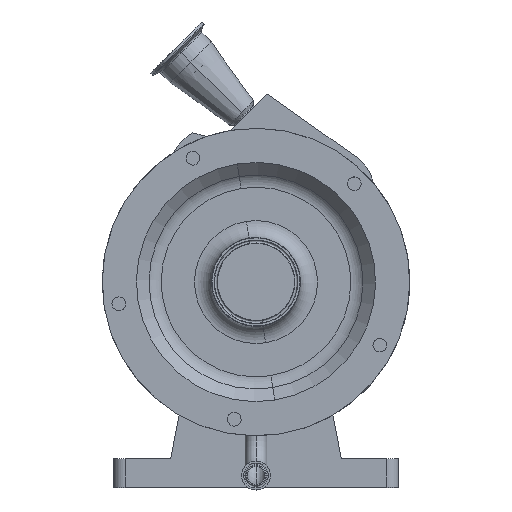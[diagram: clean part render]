
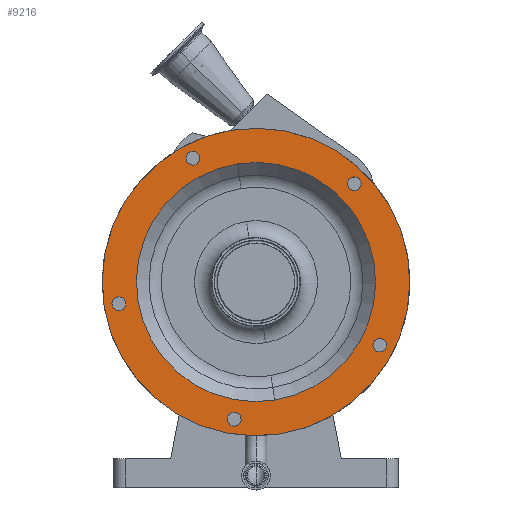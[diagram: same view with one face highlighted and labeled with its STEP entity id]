
A CAD part, top view. The second image highlights one B-rep face of the part: STEP entity #9216.
In plain terms, the highlighted planar face has unit normal (0, 0, 1).
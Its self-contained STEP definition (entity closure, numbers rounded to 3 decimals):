
#606 = VERTEX_POINT ( 'NONE', #4257 ) ;
#658 = EDGE_CURVE ( 'NONE', #606, #697, #4338, .T. ) ;
#697 = VERTEX_POINT ( 'NONE', #4560 ) ;
#852 = DIRECTION ( 'NONE',  ( 0., 0., 1. ) ) ;
#879 = CIRCLE ( 'NONE', #887, 105. ) ;
#886 = CARTESIAN_POINT ( 'NONE',  ( 0., 0., 200. ) ) ;
#887 = AXIS2_PLACEMENT_3D ( 'NONE', #886, #852, #889 ) ;
#889 = DIRECTION ( 'NONE',  ( -0.156, 0.988, 0. ) ) ;
#1311 = CARTESIAN_POINT ( 'NONE',  ( 86.267, 86.267, 200. ) ) ;
#1326 = AXIS2_PLACEMENT_3D ( 'NONE', #1311, #1335, #1333 ) ;
#1333 = DIRECTION ( 'NONE',  ( 0.707, -0.707, 0. ) ) ;
#1335 = DIRECTION ( 'NONE',  ( 0., 0., 1. ) ) ;
#1337 = CIRCLE ( 'NONE', #1326, 6. ) ;
#1366 = CARTESIAN_POINT ( 'NONE',  ( -50.041, 111.427, 200. ) ) ;
#1920 = VERTEX_POINT ( 'NONE', #9605 ) ;
#1925 = VERTEX_POINT ( 'NONE', #9644 ) ;
#1926 = EDGE_CURVE ( 'NONE', #1920, #1944, #9606, .T. ) ;
#1935 = EDGE_CURVE ( 'NONE', #1994, #1925, #1337, .T. ) ;
#1944 = VERTEX_POINT ( 'NONE', #1366 ) ;
#1994 = VERTEX_POINT ( 'NONE', #4943 ) ;
#2029 = EDGE_CURVE ( 'NONE', #2030, #2177, #4983, .T. ) ;
#2030 = VERTEX_POINT ( 'NONE', #4992 ) ;
#2068 = VERTEX_POINT ( 'NONE', #4950 ) ;
#2120 = VERTEX_POINT ( 'NONE', #5019 ) ;
#2151 = VERTEX_POINT ( 'NONE', #5047 ) ;
#2153 = VERTEX_POINT ( 'NONE', #5045 ) ;
#2177 = VERTEX_POINT ( 'NONE', #4876 ) ;
#2184 = EDGE_CURVE ( 'NONE', #2298, #2243, #4973, .T. ) ;
#2199 = EDGE_CURVE ( 'NONE', #2153, #2151, #5163, .T. ) ;
#2204 = EDGE_CURVE ( 'NONE', #2068, #2120, #5159, .T. ) ;
#2243 = VERTEX_POINT ( 'NONE', #5274 ) ;
#2298 = VERTEX_POINT ( 'NONE', #5418 ) ;
#4257 = CARTESIAN_POINT ( 'NONE',  ( -21.119, 133.338, 200. ) ) ;
#4331 = DIRECTION ( 'NONE',  ( -0.156, 0.988, 0. ) ) ;
#4336 = CARTESIAN_POINT ( 'NONE',  ( 0., 0., 200. ) ) ;
#4338 = CIRCLE ( 'NONE', #4350, 135. ) ;
#4345 = DIRECTION ( 'NONE',  ( 0., 0., 1. ) ) ;
#4350 = AXIS2_PLACEMENT_3D ( 'NONE', #4336, #4345, #4331 ) ;
#4521 = AXIS2_PLACEMENT_3D ( 'NONE', #4526, #4525, #4524 ) ;
#4524 = DIRECTION ( 'NONE',  ( -0.988, 0.156, 0. ) ) ;
#4525 = DIRECTION ( 'NONE',  ( 0., 0., 1. ) ) ;
#4526 = CARTESIAN_POINT ( 'NONE',  ( -19.085, -120.498, 200. ) ) ;
#4527 = CIRCLE ( 'NONE', #4521, 6. ) ;
#4560 = CARTESIAN_POINT ( 'NONE',  ( 21.119, -133.338, 200. ) ) ;
#4876 = CARTESIAN_POINT ( 'NONE',  ( 105.979, -60.733, 200. ) ) ;
#4883 = AXIS2_PLACEMENT_3D ( 'NONE', #4885, #4896, #4941 ) ;
#4885 = CARTESIAN_POINT ( 'NONE',  ( -120.498, -19.085, 200. ) ) ;
#4896 = DIRECTION ( 'NONE',  ( 0., 0., 1. ) ) ;
#4941 = DIRECTION ( 'NONE',  ( -0.156, 0.988, 0. ) ) ;
#4943 = CARTESIAN_POINT ( 'NONE',  ( 82.024, 90.51, 200. ) ) ;
#4950 = CARTESIAN_POINT ( 'NONE',  ( -13.159, -121.437, 200. ) ) ;
#4973 = CIRCLE ( 'NONE', #4883, 6. ) ;
#4983 = CIRCLE ( 'NONE', #4991, 6. ) ;
#4989 = DIRECTION ( 'NONE',  ( -0.454, -0.891, 0. ) ) ;
#4990 = DIRECTION ( 'NONE',  ( 0., 0., 1. ) ) ;
#4991 = AXIS2_PLACEMENT_3D ( 'NONE', #4998, #4990, #4989 ) ;
#4992 = CARTESIAN_POINT ( 'NONE',  ( 111.427, -50.041, 200. ) ) ;
#4998 = CARTESIAN_POINT ( 'NONE',  ( 108.703, -55.387, 200. ) ) ;
#5019 = CARTESIAN_POINT ( 'NONE',  ( -25.011, -119.559, 200. ) ) ;
#5045 = CARTESIAN_POINT ( 'NONE',  ( 16.426, -103.707, 200. ) ) ;
#5047 = CARTESIAN_POINT ( 'NONE',  ( -16.426, 103.707, 200. ) ) ;
#5132 = DIRECTION ( 'NONE',  ( 0., 0., 1. ) ) ;
#5153 = AXIS2_PLACEMENT_3D ( 'NONE', #5173, #5172, #5171 ) ;
#5159 = CIRCLE ( 'NONE', #5175, 6. ) ;
#5163 = CIRCLE ( 'NONE', #5153, 105. ) ;
#5171 = DIRECTION ( 'NONE',  ( -0.156, 0.988, 0. ) ) ;
#5172 = DIRECTION ( 'NONE',  ( 0., 0., 1. ) ) ;
#5173 = CARTESIAN_POINT ( 'NONE',  ( 0., 0., 200. ) ) ;
#5174 = CARTESIAN_POINT ( 'NONE',  ( -19.085, -120.498, 200. ) ) ;
#5175 = AXIS2_PLACEMENT_3D ( 'NONE', #5174, #5182, #5181 ) ;
#5181 = DIRECTION ( 'NONE',  ( -0.988, 0.156, 0. ) ) ;
#5182 = DIRECTION ( 'NONE',  ( 0., 0., 1. ) ) ;
#5274 = CARTESIAN_POINT ( 'NONE',  ( -121.437, -13.159, 200. ) ) ;
#5418 = CARTESIAN_POINT ( 'NONE',  ( -119.559, -25.011, 200. ) ) ;
#5433 = DIRECTION ( 'NONE',  ( 0.156, -0.988, 0. ) ) ;
#5434 = DIRECTION ( 'NONE',  ( 0., 0., -1. ) ) ;
#5435 = CARTESIAN_POINT ( 'NONE',  ( -38.52, -6.101, 200. ) ) ;
#5437 = CIRCLE ( 'NONE', #5521, 6. ) ;
#5441 = FACE_OUTER_BOUND ( 'NONE', #9289, .T. ) ;
#5442 = FACE_BOUND ( 'NONE', #9168, .T. ) ;
#5447 = FACE_BOUND ( 'NONE', #9293, .T. ) ;
#5448 = PLANE ( 'NONE',  #5455 ) ;
#5449 = FACE_BOUND ( 'NONE', #9200, .T. ) ;
#5453 = FACE_BOUND ( 'NONE', #9131, .T. ) ;
#5455 = AXIS2_PLACEMENT_3D ( 'NONE', #5435, #5434, #5433 ) ;
#5462 = FACE_BOUND ( 'NONE', #9227, .T. ) ;
#5464 = FACE_BOUND ( 'NONE', #9218, .T. ) ;
#5473 = CARTESIAN_POINT ( 'NONE',  ( 86.267, 86.267, 200. ) ) ;
#5475 = DIRECTION ( 'NONE',  ( 0.891, 0.454, 0. ) ) ;
#5476 = DIRECTION ( 'NONE',  ( 0., 0., 1. ) ) ;
#5477 = CARTESIAN_POINT ( 'NONE',  ( -55.387, 108.703, 200. ) ) ;
#5478 = AXIS2_PLACEMENT_3D ( 'NONE', #5477, #5476, #5475 ) ;
#5479 = CIRCLE ( 'NONE', #5478, 6. ) ;
#5504 = CIRCLE ( 'NONE', #5556, 6. ) ;
#5519 = DIRECTION ( 'NONE',  ( 0.707, -0.707, 0. ) ) ;
#5520 = DIRECTION ( 'NONE',  ( 0., 0., 1. ) ) ;
#5521 = AXIS2_PLACEMENT_3D ( 'NONE', #5473, #5520, #5519 ) ;
#5546 = CARTESIAN_POINT ( 'NONE',  ( 0., 0., 200. ) ) ;
#5553 = DIRECTION ( 'NONE',  ( -0.454, -0.891, 0. ) ) ;
#5554 = DIRECTION ( 'NONE',  ( 0., 0., 1. ) ) ;
#5555 = CARTESIAN_POINT ( 'NONE',  ( 108.703, -55.387, 200. ) ) ;
#5556 = AXIS2_PLACEMENT_3D ( 'NONE', #5555, #5554, #5553 ) ;
#5585 = DIRECTION ( 'NONE',  ( -0.156, 0.988, 0. ) ) ;
#5586 = DIRECTION ( 'NONE',  ( 0., 0., 1. ) ) ;
#5587 = AXIS2_PLACEMENT_3D ( 'NONE', #5546, #5586, #5585 ) ;
#5588 = CIRCLE ( 'NONE', #5587, 135. ) ;
#5974 = DIRECTION ( 'NONE',  ( -0.156, 0.988, 0. ) ) ;
#6303 = AXIS2_PLACEMENT_3D ( 'NONE', #6349, #5132, #5974 ) ;
#6304 = CIRCLE ( 'NONE', #6303, 6. ) ;
#6349 = CARTESIAN_POINT ( 'NONE',  ( -120.498, -19.085, 200. ) ) ;
#9126 = ORIENTED_EDGE ( 'NONE', *, *, #9257, .F. ) ;
#9127 = ORIENTED_EDGE ( 'NONE', *, *, #2204, .F. ) ;
#9131 = EDGE_LOOP ( 'NONE', ( #9126, #9225 ) ) ;
#9168 = EDGE_LOOP ( 'NONE', ( #9209, #9279 ) ) ;
#9180 = EDGE_CURVE ( 'NONE', #2120, #2068, #4527, .T. ) ;
#9182 = EDGE_CURVE ( 'NONE', #2243, #2298, #6304, .T. ) ;
#9196 = EDGE_CURVE ( 'NONE', #2151, #2153, #879, .T. ) ;
#9200 = EDGE_LOOP ( 'NONE', ( #9210, #9127 ) ) ;
#9209 = ORIENTED_EDGE ( 'NONE', *, *, #9182, .F. ) ;
#9210 = ORIENTED_EDGE ( 'NONE', *, *, #9180, .F. ) ;
#9216 = ADVANCED_FACE ( 'NONE', ( #5464, #5462, #5453, #5449, #5442, #5441, #5447 ), #5448, .F. ) ;
#9217 = ORIENTED_EDGE ( 'NONE', *, *, #1935, .F. ) ;
#9218 = EDGE_LOOP ( 'NONE', ( #9226, #9219 ) ) ;
#9219 = ORIENTED_EDGE ( 'NONE', *, *, #1926, .F. ) ;
#9225 = ORIENTED_EDGE ( 'NONE', *, *, #2029, .F. ) ;
#9226 = ORIENTED_EDGE ( 'NONE', *, *, #9234, .F. ) ;
#9227 = EDGE_LOOP ( 'NONE', ( #9229, #9217 ) ) ;
#9229 = ORIENTED_EDGE ( 'NONE', *, *, #9244, .F. ) ;
#9234 = EDGE_CURVE ( 'NONE', #1944, #1920, #5479, .T. ) ;
#9244 = EDGE_CURVE ( 'NONE', #1925, #1994, #5437, .T. ) ;
#9257 = EDGE_CURVE ( 'NONE', #2177, #2030, #5504, .T. ) ;
#9278 = EDGE_CURVE ( 'NONE', #697, #606, #5588, .T. ) ;
#9279 = ORIENTED_EDGE ( 'NONE', *, *, #2184, .F. ) ;
#9285 = ORIENTED_EDGE ( 'NONE', *, *, #9278, .T. ) ;
#9287 = ORIENTED_EDGE ( 'NONE', *, *, #658, .T. ) ;
#9288 = ORIENTED_EDGE ( 'NONE', *, *, #2199, .F. ) ;
#9289 = EDGE_LOOP ( 'NONE', ( #9287, #9285 ) ) ;
#9291 = ORIENTED_EDGE ( 'NONE', *, *, #9196, .F. ) ;
#9293 = EDGE_LOOP ( 'NONE', ( #9291, #9288 ) ) ;
#9601 = AXIS2_PLACEMENT_3D ( 'NONE', #9624, #9620, #9619 ) ;
#9605 = CARTESIAN_POINT ( 'NONE',  ( -60.733, 105.979, 200. ) ) ;
#9606 = CIRCLE ( 'NONE', #9601, 6. ) ;
#9619 = DIRECTION ( 'NONE',  ( 0.891, 0.454, 0. ) ) ;
#9620 = DIRECTION ( 'NONE',  ( 0., 0., 1. ) ) ;
#9624 = CARTESIAN_POINT ( 'NONE',  ( -55.387, 108.703, 200. ) ) ;
#9644 = CARTESIAN_POINT ( 'NONE',  ( 90.51, 82.024, 200. ) ) ;
